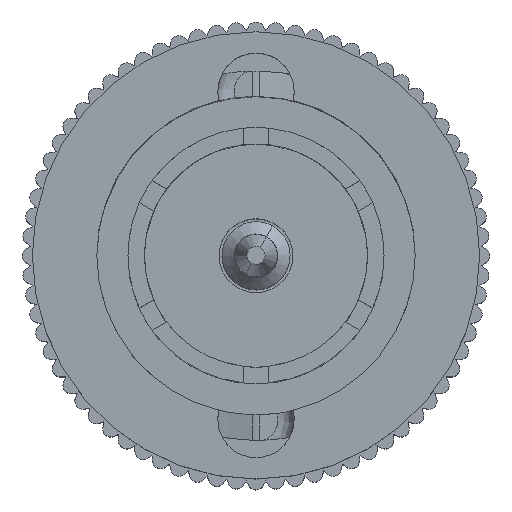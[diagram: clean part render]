
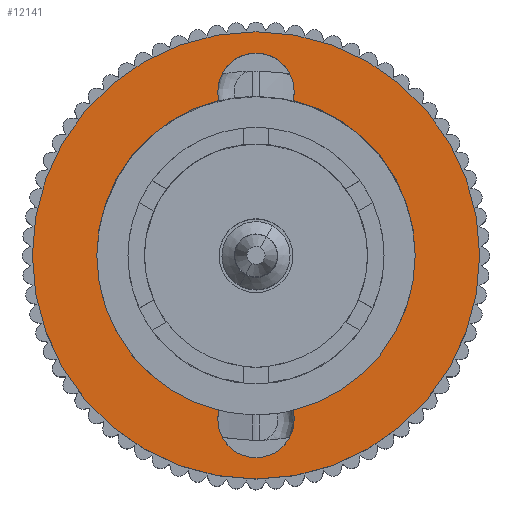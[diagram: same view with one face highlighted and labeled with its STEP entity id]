
A CAD part, top view. The second image highlights one B-rep face of the part: STEP entity #12141.
In plain terms, the highlighted planar face has unit normal (0, 0, 1).
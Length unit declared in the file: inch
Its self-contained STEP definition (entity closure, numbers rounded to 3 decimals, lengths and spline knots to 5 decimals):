
#246 = CARTESIAN_POINT ( 'NONE',  ( 0.194, 0., 0. ) ) ;
#247 = DIRECTION ( 'NONE',  ( 1., 0., 0. ) ) ;
#248 = DIRECTION ( 'NONE',  ( 0., 0., 1. ) ) ;
#249 = CARTESIAN_POINT ( 'NONE',  ( 0., 0., 0. ) ) ;
#250 = AXIS2_PLACEMENT_3D ( 'NONE', #249, #248, #247 ) ;
#251 = CIRCLE ( 'NONE', #250, 0.194 ) ;
#252 = CARTESIAN_POINT ( 'NONE',  ( 0.0451, -0.18868, 0. ) ) ;
#291 = CARTESIAN_POINT ( 'NONE',  ( -0.0451, -0.18868, 0. ) ) ;
#292 = DIRECTION ( 'NONE',  ( 1., 0., 0. ) ) ;
#293 = DIRECTION ( 'NONE',  ( 0., 0., 1. ) ) ;
#294 = CARTESIAN_POINT ( 'NONE',  ( 0., 0., 0. ) ) ;
#295 = AXIS2_PLACEMENT_3D ( 'NONE', #294, #293, #292 ) ;
#296 = CIRCLE ( 'NONE', #295, 0.194 ) ;
#297 = CARTESIAN_POINT ( 'NONE',  ( -0.194, 0., 0. ) ) ;
#476 = CARTESIAN_POINT ( 'NONE',  ( -0.0451, 0.18868, 0. ) ) ;
#477 = DIRECTION ( 'NONE',  ( -1., 0., 0. ) ) ;
#478 = DIRECTION ( 'NONE',  ( 0., 0., 1. ) ) ;
#479 = CARTESIAN_POINT ( 'NONE',  ( 0., 0.2, 0. ) ) ;
#480 = AXIS2_PLACEMENT_3D ( 'NONE', #479, #478, #477 ) ;
#481 = CIRCLE ( 'NONE', #480, 0.0465 ) ;
#482 = CARTESIAN_POINT ( 'NONE',  ( -0.0465, 0.2, 0. ) ) ;
#540 = DIRECTION ( 'NONE',  ( 1., 0., 0. ) ) ;
#541 = DIRECTION ( 'NONE',  ( 0., 0., 1. ) ) ;
#542 = CARTESIAN_POINT ( 'NONE',  ( 0., -0.2, 0. ) ) ;
#543 = AXIS2_PLACEMENT_3D ( 'NONE', #542, #541, #540 ) ;
#544 = CIRCLE ( 'NONE', #543, 0.0465 ) ;
#564 = DIRECTION ( 'NONE',  ( -1., 0., 0. ) ) ;
#565 = DIRECTION ( 'NONE',  ( 0., 0., 1. ) ) ;
#566 = CARTESIAN_POINT ( 'NONE',  ( 0., 0.2, 0. ) ) ;
#567 = AXIS2_PLACEMENT_3D ( 'NONE', #566, #565, #564 ) ;
#568 = CIRCLE ( 'NONE', #567, 0.0465 ) ;
#570 = CARTESIAN_POINT ( 'NONE',  ( 0.0465, 0.2, 0. ) ) ;
#679 = CARTESIAN_POINT ( 'NONE',  ( 0.0465, -0.2, 0. ) ) ;
#680 = DIRECTION ( 'NONE',  ( 1., 0., 0. ) ) ;
#681 = DIRECTION ( 'NONE',  ( 0., 0., 1. ) ) ;
#682 = CARTESIAN_POINT ( 'NONE',  ( 0., -0.2, 0. ) ) ;
#683 = AXIS2_PLACEMENT_3D ( 'NONE', #682, #681, #680 ) ;
#684 = CIRCLE ( 'NONE', #683, 0.0465 ) ;
#685 = CARTESIAN_POINT ( 'NONE',  ( -0.0465, -0.2, 0. ) ) ;
#1226 = CARTESIAN_POINT ( 'NONE',  ( -0.2725, 0., 0. ) ) ;
#1259 = DIRECTION ( 'NONE',  ( 1., 0., 0. ) ) ;
#1260 = DIRECTION ( 'NONE',  ( 0., 0., 1. ) ) ;
#1261 = CARTESIAN_POINT ( 'NONE',  ( 0., 0., 0. ) ) ;
#1262 = AXIS2_PLACEMENT_3D ( 'NONE', #1261, #1260, #1259 ) ;
#1263 = CIRCLE ( 'NONE', #1262, 0.2725 ) ;
#1305 = CARTESIAN_POINT ( 'NONE',  ( 0.2725, 0., 0. ) ) ;
#3805 = DIRECTION ( 'NONE',  ( 1., 0., 0. ) ) ;
#3806 = DIRECTION ( 'NONE',  ( 0., 0., 1. ) ) ;
#3807 = CARTESIAN_POINT ( 'NONE',  ( 0., 0., 0. ) ) ;
#3808 = AXIS2_PLACEMENT_3D ( 'NONE', #3807, #3806, #3805 ) ;
#3809 = CIRCLE ( 'NONE', #3808, 0.194 ) ;
#3829 = DIRECTION ( 'NONE',  ( 1., 0., 0. ) ) ;
#3830 = DIRECTION ( 'NONE',  ( 0., 0., 1. ) ) ;
#3831 = CARTESIAN_POINT ( 'NONE',  ( 0.2725, 0., 0. ) ) ;
#3832 = AXIS2_PLACEMENT_3D ( 'NONE', #3831, #3830, #3829 ) ;
#3833 = PLANE ( 'NONE',  #3832 ) ;
#3834 = FACE_OUTER_BOUND ( 'NONE', #8967, .T. ) ;
#3835 = FACE_BOUND ( 'NONE', #11676, .T. ) ;
#6287 = CARTESIAN_POINT ( 'NONE',  ( 0., -0.2, 0. ) ) ;
#6341 = DIRECTION ( 'NONE',  ( 1., 0., 0. ) ) ;
#6342 = DIRECTION ( 'NONE',  ( 0., 0., 1. ) ) ;
#6343 = AXIS2_PLACEMENT_3D ( 'NONE', #6287, #6342, #6341 ) ;
#6344 = CIRCLE ( 'NONE', #6343, 0.0465 ) ;
#6419 = DIRECTION ( 'NONE',  ( -1., 0., 0. ) ) ;
#6420 = DIRECTION ( 'NONE',  ( 0., 0., 1. ) ) ;
#6421 = CARTESIAN_POINT ( 'NONE',  ( 0., 0.2, 0. ) ) ;
#6422 = AXIS2_PLACEMENT_3D ( 'NONE', #6421, #6420, #6419 ) ;
#6423 = CIRCLE ( 'NONE', #6422, 0.0465 ) ;
#6439 = DIRECTION ( 'NONE',  ( 1., 0., 0. ) ) ;
#6440 = DIRECTION ( 'NONE',  ( 0., 0., 1. ) ) ;
#6441 = CARTESIAN_POINT ( 'NONE',  ( 0., 0., 0. ) ) ;
#6442 = AXIS2_PLACEMENT_3D ( 'NONE', #6441, #6440, #6439 ) ;
#6444 = CIRCLE ( 'NONE', #6442, 0.2725 ) ;
#7135 = CARTESIAN_POINT ( 'NONE',  ( 0.0451, 0.18868, 0. ) ) ;
#7136 = DIRECTION ( 'NONE',  ( 1., 0., 0. ) ) ;
#7137 = DIRECTION ( 'NONE',  ( 0., 0., 1. ) ) ;
#7138 = CARTESIAN_POINT ( 'NONE',  ( 0., 0., 0. ) ) ;
#7139 = AXIS2_PLACEMENT_3D ( 'NONE', #7138, #7137, #7136 ) ;
#7146 = CIRCLE ( 'NONE', #7139, 0.194 ) ;
#8932 = ORIENTED_EDGE ( 'NONE', *, *, #9544, .F. ) ;
#8940 = EDGE_CURVE ( 'NONE', #9460, #9575, #6344, .T. ) ;
#8943 = ORIENTED_EDGE ( 'NONE', *, *, #9459, .F. ) ;
#8951 = ORIENTED_EDGE ( 'NONE', *, *, #10696, .T. ) ;
#8953 = ORIENTED_EDGE ( 'NONE', *, *, #9014, .T. ) ;
#8954 = ORIENTED_EDGE ( 'NONE', *, *, #9527, .F. ) ;
#8959 = ORIENTED_EDGE ( 'NONE', *, *, #9577, .F. ) ;
#8967 = EDGE_LOOP ( 'NONE', ( #8951, #8953 ) ) ;
#9014 = EDGE_CURVE ( 'NONE', #10678, #10701, #6444, .T. ) ;
#9026 = ORIENTED_EDGE ( 'NONE', *, *, #8940, .F. ) ;
#9030 = EDGE_CURVE ( 'NONE', #9382, #9542, #6423, .T. ) ;
#9176 = ORIENTED_EDGE ( 'NONE', *, *, #9030, .F. ) ;
#9177 = ORIENTED_EDGE ( 'NONE', *, *, #9433, .F. ) ;
#9178 = ORIENTED_EDGE ( 'NONE', *, *, #9381, .F. ) ;
#9381 = EDGE_CURVE ( 'NONE', #9434, #9382, #7146, .T. ) ;
#9382 = VERTEX_POINT ( 'NONE', #7135 ) ;
#9431 = VERTEX_POINT ( 'NONE', #252 ) ;
#9433 = EDGE_CURVE ( 'NONE', #9431, #9434, #251, .T. ) ;
#9434 = VERTEX_POINT ( 'NONE', #246 ) ;
#9457 = VERTEX_POINT ( 'NONE', #297 ) ;
#9459 = EDGE_CURVE ( 'NONE', #9457, #9460, #296, .T. ) ;
#9460 = VERTEX_POINT ( 'NONE', #291 ) ;
#9503 = VERTEX_POINT ( 'NONE', #482 ) ;
#9505 = EDGE_CURVE ( 'NONE', #9503, #9506, #481, .T. ) ;
#9506 = VERTEX_POINT ( 'NONE', #476 ) ;
#9527 = EDGE_CURVE ( 'NONE', #9578, #9431, #544, .T. ) ;
#9542 = VERTEX_POINT ( 'NONE', #570 ) ;
#9544 = EDGE_CURVE ( 'NONE', #9542, #9503, #568, .T. ) ;
#9575 = VERTEX_POINT ( 'NONE', #685 ) ;
#9577 = EDGE_CURVE ( 'NONE', #9575, #9578, #684, .T. ) ;
#9578 = VERTEX_POINT ( 'NONE', #679 ) ;
#10678 = VERTEX_POINT ( 'NONE', #1226 ) ;
#10696 = EDGE_CURVE ( 'NONE', #10701, #10678, #1263, .T. ) ;
#10701 = VERTEX_POINT ( 'NONE', #1305 ) ;
#11676 = EDGE_LOOP ( 'NONE', ( #12135, #12108, #8932, #9176, #9178, #9177, #8954, #8959, #9026, #8943 ) ) ;
#12108 = ORIENTED_EDGE ( 'NONE', *, *, #9505, .F. ) ;
#12116 = EDGE_CURVE ( 'NONE', #9506, #9457, #3809, .T. ) ;
#12135 = ORIENTED_EDGE ( 'NONE', *, *, #12116, .F. ) ;
#12141 = ADVANCED_FACE ( 'NONE', ( #3835, #3834 ), #3833, .T. ) ;
